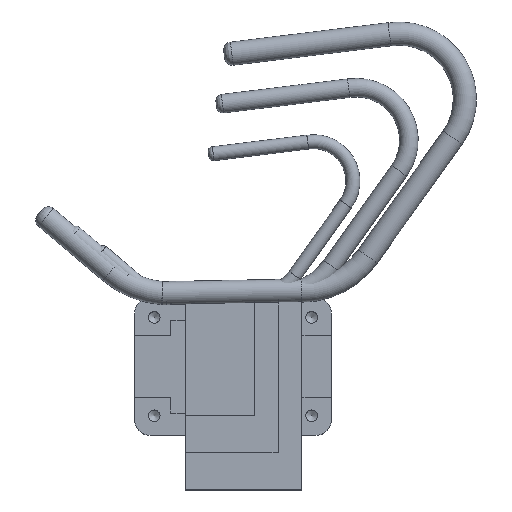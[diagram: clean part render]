
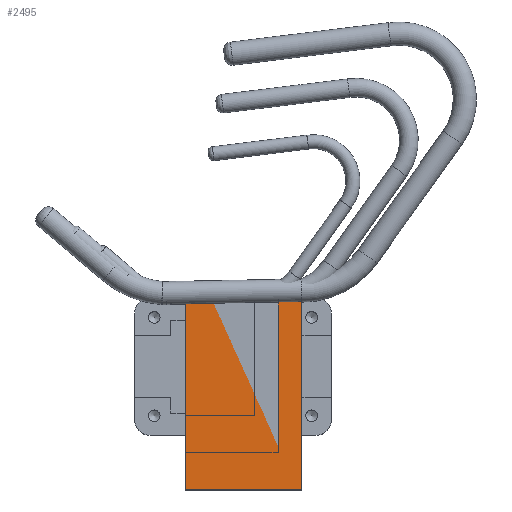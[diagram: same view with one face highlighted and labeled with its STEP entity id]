
A CAD part, top view. The second image highlights one B-rep face of the part: STEP entity #2495.
In plain terms, the highlighted face is planar.
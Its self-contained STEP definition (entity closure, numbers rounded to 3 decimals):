
#291=FACE_OUTER_BOUND('',#444,.T.);
#444=EDGE_LOOP('',(#1820,#1821,#1822,#1823));
#566=LINE('',#3739,#806);
#622=LINE('',#3967,#862);
#623=LINE('',#3989,#863);
#624=LINE('',#3990,#864);
#806=VECTOR('',#2945,10.);
#862=VECTOR('',#3127,10.);
#863=VECTOR('',#3140,10.);
#864=VECTOR('',#3141,10.);
#1046=VERTEX_POINT('',#3736);
#1047=VERTEX_POINT('',#3738);
#1102=VERTEX_POINT('',#3964);
#1103=VERTEX_POINT('',#3966);
#1275=EDGE_CURVE('',#1046,#1047,#566,.T.);
#1366=EDGE_CURVE('',#1102,#1103,#622,.T.);
#1370=EDGE_CURVE('',#1102,#1047,#623,.T.);
#1371=EDGE_CURVE('',#1103,#1046,#624,.T.);
#1820=ORIENTED_EDGE('',*,*,#1366,.F.);
#1821=ORIENTED_EDGE('',*,*,#1370,.T.);
#1822=ORIENTED_EDGE('',*,*,#1275,.F.);
#1823=ORIENTED_EDGE('',*,*,#1371,.F.);
#2400=PLANE('',#2732);
#2495=ADVANCED_FACE('',(#291),#2400,.T.);
#2732=AXIS2_PLACEMENT_3D('',#3988,#3138,#3139);
#2945=DIRECTION('',(0.,0.,1.));
#3127=DIRECTION('',(-0.005,0.018,-1.));
#3138=DIRECTION('center_axis',(0.961,0.276,0.));
#3139=DIRECTION('ref_axis',(0.076,-0.265,-0.961));
#3140=DIRECTION('',(0.276,-0.961,0.));
#3141=DIRECTION('',(0.276,-0.961,0.));
#3736=CARTESIAN_POINT('',(106.37,-179.483,4.9));
#3738=CARTESIAN_POINT('',(106.37,-179.483,19.9));
#3739=CARTESIAN_POINT('',(106.37,-179.483,4.9));
#3964=CARTESIAN_POINT('',(99.744,-156.373,19.9));
#3966=CARTESIAN_POINT('',(99.666,-156.101,4.9));
#3967=CARTESIAN_POINT('',(99.666,-156.101,4.868));
#3988=CARTESIAN_POINT('Origin',(101.03,-160.858,12.4));
#3989=CARTESIAN_POINT('',(102.408,-165.665,19.9));
#3990=CARTESIAN_POINT('',(102.408,-165.665,4.9));
